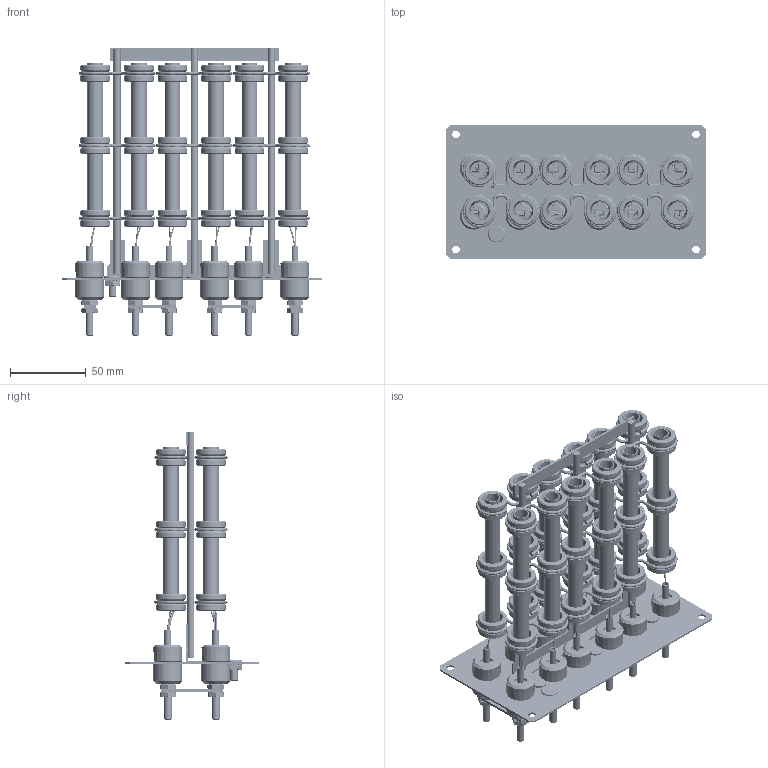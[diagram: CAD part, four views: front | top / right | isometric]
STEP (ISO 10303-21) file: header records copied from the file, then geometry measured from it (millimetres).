
FILE_DESCRIPTION (( 'STEP AP203' ), '1' );
FILE_NAME ('DH6-6 AUG2017 203.STEP', '2017-08-31T19:15:48', ( '' ), ( '' ), 'SwSTEP 2.0', 'SolidWorks 2017', '' );
FILE_SCHEMA (( 'CONFIG_CONTROL_DESIGN' ));
Products named in the file (1): DH6-6 AUG2017 203
Bounding box: 171.45 x 88.9 x 190.55 mm (x, y, z)
Volume: 217546.6 mm3; surface area: 256051.9 mm2
Topology: 177 solids, 177 shells, 5183 faces, 12897 edges, 8154 vertices
Faces by surface type: cylinder 2071, plane 1350, cone 1102, bspline 660
Entity records: 167148 total; most frequent: CARTESIAN_POINT 42363, DIRECTION 27575, ORIENTED_EDGE 25794, EDGE_CURVE 12897, AXIS2_PLACEMENT_3D 11282, VERTEX_POINT 8154, CIRCLE 6758, EDGE_LOOP 5571
